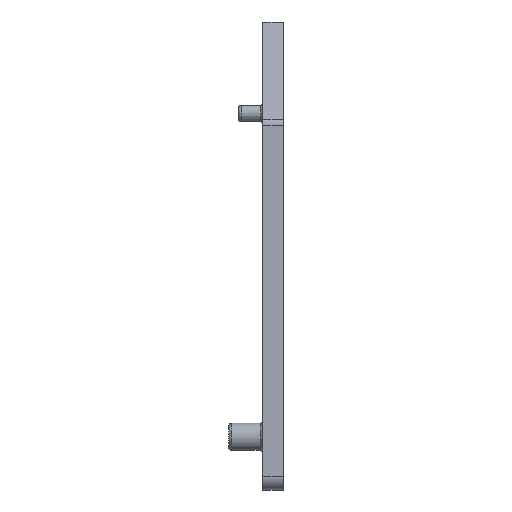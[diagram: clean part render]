
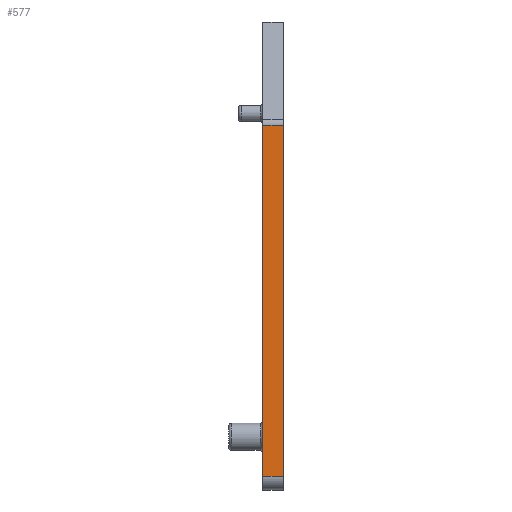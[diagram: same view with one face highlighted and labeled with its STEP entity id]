
A CAD part, front view. The second image highlights one B-rep face of the part: STEP entity #577.
In plain terms, the highlighted planar face has unit normal (0, -1, 0).
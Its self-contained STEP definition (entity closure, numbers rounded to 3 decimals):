
#557=AXIS2_PLACEMENT_3D('Plane Axis2P3D',#554,#555,#556) ;
#331=CARTESIAN_POINT('Vertex',(2.5,0.,1.)) ;
#334=CARTESIAN_POINT('Line Origine',(2.5,0.,13.895)) ;
#338=CARTESIAN_POINT('Vertex',(2.5,0.,26.79)) ;
#534=CARTESIAN_POINT('Line Origine',(-54.352,0.,26.79)) ;
#538=CARTESIAN_POINT('Vertex',(4.,0.,26.79)) ;
#554=CARTESIAN_POINT('Axis2P3D Location',(4.,0.,27.043)) ;
#559=CARTESIAN_POINT('Line Origine',(3.25,0.,1.)) ;
#563=CARTESIAN_POINT('Vertex',(4.,0.,1.)) ;
#566=CARTESIAN_POINT('Line Origine',(4.,0.,13.895)) ;
#335=DIRECTION('Vector Direction',(0.,0.,-1.)) ;
#535=DIRECTION('Vector Direction',(1.,0.,0.)) ;
#555=DIRECTION('Axis2P3D Direction',(0.,1.,0.)) ;
#556=DIRECTION('Axis2P3D XDirection',(0.,0.,1.)) ;
#560=DIRECTION('Vector Direction',(-1.,0.,0.)) ;
#567=DIRECTION('Vector Direction',(0.,0.,-1.)) ;
#336=VECTOR('Line Direction',#335,1.) ;
#536=VECTOR('Line Direction',#535,1.) ;
#561=VECTOR('Line Direction',#560,1.) ;
#568=VECTOR('Line Direction',#567,1.) ;
#572=ORIENTED_EDGE('',*,*,#340,.T.) ;
#573=ORIENTED_EDGE('',*,*,#565,.F.) ;
#574=ORIENTED_EDGE('',*,*,#570,.F.) ;
#575=ORIENTED_EDGE('',*,*,#540,.F.) ;
#577=ADVANCED_FACE('MANIFOLD_SOLID_BREP #10290',(#576),#558,.F.) ;
#340=EDGE_CURVE('',#339,#332,#337,.T.) ;
#540=EDGE_CURVE('',#339,#539,#537,.T.) ;
#565=EDGE_CURVE('',#564,#332,#562,.T.) ;
#570=EDGE_CURVE('',#539,#564,#569,.T.) ;
#571=EDGE_LOOP('',(#572,#573,#574,#575)) ;
#576=FACE_OUTER_BOUND('',#571,.T.) ;
#337=LINE('Line',#334,#336) ;
#537=LINE('Line',#534,#536) ;
#562=LINE('Line',#559,#561) ;
#569=LINE('Line',#566,#568) ;
#558=PLANE('',#557) ;
#332=VERTEX_POINT('',#331) ;
#339=VERTEX_POINT('',#338) ;
#539=VERTEX_POINT('',#538) ;
#564=VERTEX_POINT('',#563) ;
